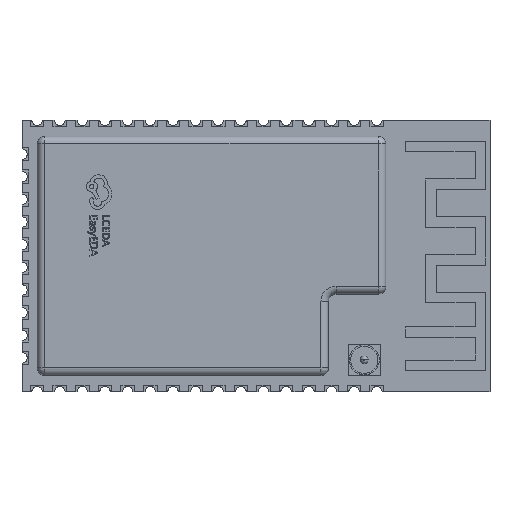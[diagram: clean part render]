
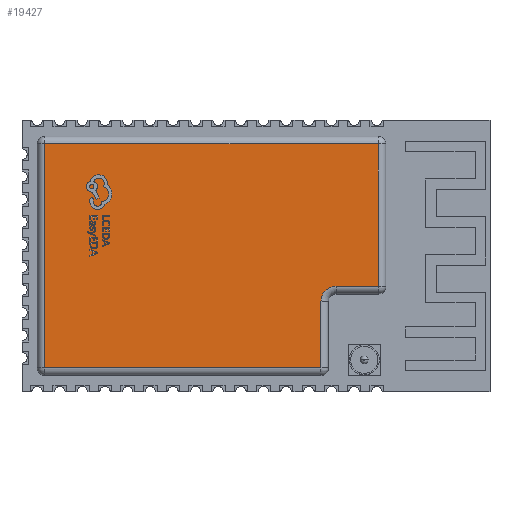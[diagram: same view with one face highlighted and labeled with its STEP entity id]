
A CAD part, top view. The second image highlights one B-rep face of the part: STEP entity #19427.
In plain terms, the highlighted planar face has unit normal (0, 0, 1).
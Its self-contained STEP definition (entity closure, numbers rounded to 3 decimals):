
#9 = CARTESIAN_POINT ( 'NONE',  ( 0., 0., 3.3 ) ) ;
#1085 = CARTESIAN_POINT ( 'NONE',  ( 8.1, 7.42, 3.3 ) ) ;
#1630 = VERTEX_POINT ( 'NONE', #20257 ) ;
#1798 = EDGE_CURVE ( 'NONE', #1630, #7517, #9719, .T. ) ;
#2046 = DIRECTION ( 'NONE',  ( 0., 1., 0. ) ) ;
#2451 = LINE ( 'NONE', #12252, #17643 ) ;
#2562 = LINE ( 'NONE', #8488, #15067 ) ;
#3331 = CARTESIAN_POINT ( 'NONE',  ( 4.3, -3.02, 3.3 ) ) ;
#3733 = LINE ( 'NONE', #5690, #15565 ) ;
#4340 = CARTESIAN_POINT ( 'NONE',  ( -14., -7.42, 3.3 ) ) ;
#5058 = DIRECTION ( 'NONE',  ( 0., 1., 0. ) ) ;
#5212 = LINE ( 'NONE', #18689, #23279 ) ;
#5231 = ORIENTED_EDGE ( 'NONE', *, *, #8693, .T. ) ;
#5532 = LINE ( 'NONE', #13661, #24863 ) ;
#5657 = EDGE_LOOP ( 'NONE', ( #21621, #10535, #5231, #12557, #10598, #9729, #22283 ) ) ;
#5690 = CARTESIAN_POINT ( 'NONE',  ( -14.5, 7.42, 3.3 ) ) ;
#5736 = AXIS2_PLACEMENT_3D ( 'NONE', #11745, #13776, #19590 ) ;
#5781 = VERTEX_POINT ( 'NONE', #4340 ) ;
#6020 = EDGE_CURVE ( 'NONE', #1630, #18454, #5212, .T. ) ;
#6026 = VERTEX_POINT ( 'NONE', #1085 ) ;
#6986 = CARTESIAN_POINT ( 'NONE',  ( 4.3, -2.52, 3.3 ) ) ;
#7131 = VERTEX_POINT ( 'NONE', #12944 ) ;
#7268 = VERTEX_POINT ( 'NONE', #22231 ) ;
#7475 = DIRECTION ( 'NONE',  ( 1., 0., 0. ) ) ;
#7517 = VERTEX_POINT ( 'NONE', #3331 ) ;
#7718 = EDGE_CURVE ( 'NONE', #5781, #7268, #2451, .T. ) ;
#7981 = DIRECTION ( 'NONE',  ( 0., 0., 1. ) ) ;
#8488 = CARTESIAN_POINT ( 'NONE',  ( -14., -7.92, 3.3 ) ) ;
#8507 = EDGE_CURVE ( 'NONE', #7268, #7517, #20544, .T. ) ;
#8693 = EDGE_CURVE ( 'NONE', #6026, #7131, #3733, .T. ) ;
#8733 = CARTESIAN_POINT ( 'NONE',  ( 8.1, -2.02, 3.3 ) ) ;
#9719 = CIRCLE ( 'NONE', #5736, 1. ) ;
#9729 = ORIENTED_EDGE ( 'NONE', *, *, #8507, .T. ) ;
#9801 = PLANE ( 'NONE',  #13092 ) ;
#10194 = DIRECTION ( 'NONE',  ( 1., 0., 0. ) ) ;
#10535 = ORIENTED_EDGE ( 'NONE', *, *, #12298, .T. ) ;
#10598 = ORIENTED_EDGE ( 'NONE', *, *, #7718, .T. ) ;
#11745 = CARTESIAN_POINT ( 'NONE',  ( 5.3, -3.02, 3.3 ) ) ;
#12252 = CARTESIAN_POINT ( 'NONE',  ( 4.8, -7.42, 3.3 ) ) ;
#12298 = EDGE_CURVE ( 'NONE', #18454, #6026, #5532, .T. ) ;
#12557 = ORIENTED_EDGE ( 'NONE', *, *, #13243, .T. ) ;
#12944 = CARTESIAN_POINT ( 'NONE',  ( -14., 7.42, 3.3 ) ) ;
#13088 = DIRECTION ( 'NONE',  ( 1., 0., 0. ) ) ;
#13092 = AXIS2_PLACEMENT_3D ( 'NONE', #9, #7981, #7475 ) ;
#13243 = EDGE_CURVE ( 'NONE', #7131, #5781, #2562, .T. ) ;
#13661 = CARTESIAN_POINT ( 'NONE',  ( 8.1, 7.92, 3.3 ) ) ;
#13695 = DIRECTION ( 'NONE',  ( -1., 0., 0. ) ) ;
#13776 = DIRECTION ( 'NONE',  ( 0., 0., 1. ) ) ;
#15067 = VECTOR ( 'NONE', #16375, 1000. ) ;
#15565 = VECTOR ( 'NONE', #13695, 1000. ) ;
#16375 = DIRECTION ( 'NONE',  ( 0., -1., 0. ) ) ;
#17643 = VECTOR ( 'NONE', #10194, 1000. ) ;
#18454 = VERTEX_POINT ( 'NONE', #8733 ) ;
#18689 = CARTESIAN_POINT ( 'NONE',  ( 8.6, -2.02, 3.3 ) ) ;
#19427 = ADVANCED_FACE ( 'NONE', ( #19490 ), #9801, .T. ) ;
#19490 = FACE_OUTER_BOUND ( 'NONE', #5657, .T. ) ;
#19590 = DIRECTION ( 'NONE',  ( 1., 0., 0. ) ) ;
#20010 = VECTOR ( 'NONE', #5058, 1000. ) ;
#20257 = CARTESIAN_POINT ( 'NONE',  ( 5.3, -2.02, 3.3 ) ) ;
#20544 = LINE ( 'NONE', #6986, #20010 ) ;
#21621 = ORIENTED_EDGE ( 'NONE', *, *, #6020, .T. ) ;
#22231 = CARTESIAN_POINT ( 'NONE',  ( 4.3, -7.42, 3.3 ) ) ;
#22283 = ORIENTED_EDGE ( 'NONE', *, *, #1798, .F. ) ;
#23279 = VECTOR ( 'NONE', #13088, 1000. ) ;
#24863 = VECTOR ( 'NONE', #2046, 1000. ) ;
